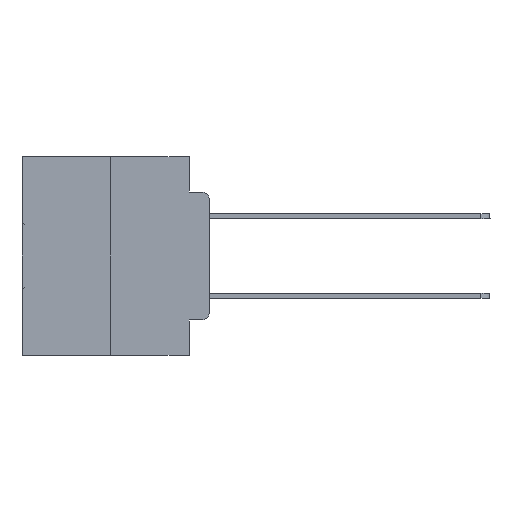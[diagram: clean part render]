
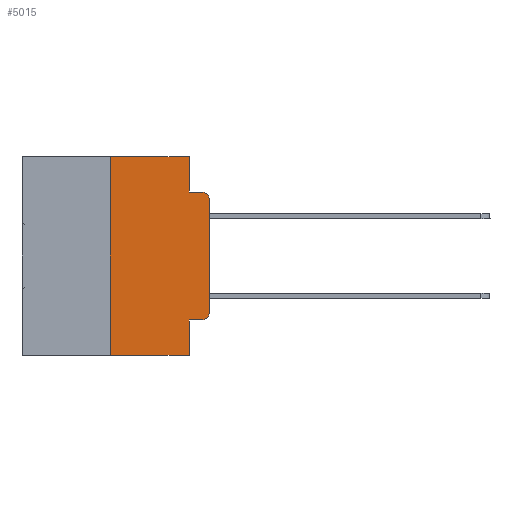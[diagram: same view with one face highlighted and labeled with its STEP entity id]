
A CAD part, left-side view. The second image highlights one B-rep face of the part: STEP entity #5015.
In plain terms, the highlighted planar face has unit normal (-1, 0, 0).
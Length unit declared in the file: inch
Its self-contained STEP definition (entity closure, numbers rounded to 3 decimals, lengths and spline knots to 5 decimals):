
#10 = VECTOR ( 'NONE', #25374, 39.37008 ) ;
#65 = EDGE_CURVE ( 'NONE', #13301, #5091, #5667, .T. ) ;
#310 = PLANE ( 'NONE',  #28912 ) ;
#1173 = EDGE_CURVE ( 'NONE', #19101, #5566, #8060, .T. ) ;
#1294 = VERTEX_POINT ( 'NONE', #4104 ) ;
#1395 = CARTESIAN_POINT ( 'NONE',  ( 0., 0.25, 0. ) ) ;
#1440 = CARTESIAN_POINT ( 'NONE',  ( 0., 0., -0.3915 ) ) ;
#1600 = DIRECTION ( 'NONE',  ( 0., 0., -1. ) ) ;
#2012 = DIRECTION ( 'NONE',  ( -1., 0., 0. ) ) ;
#2222 = CIRCLE ( 'NONE', #8494, 0.02 ) ;
#2580 = CARTESIAN_POINT ( 'NONE',  ( 0., 0.473, -0.5 ) ) ;
#3565 = ORIENTED_EDGE ( 'NONE', *, *, #9053, .T. ) ;
#3902 = EDGE_CURVE ( 'NONE', #5546, #1294, #32075, .T. ) ;
#3967 = CARTESIAN_POINT ( 'NONE',  ( 0., 0., 0. ) ) ;
#4104 = CARTESIAN_POINT ( 'NONE',  ( 0., 0.051, 0. ) ) ;
#4586 = DIRECTION ( 'NONE',  ( 0., -1., 0. ) ) ;
#5015 = ADVANCED_FACE ( 'NONE', ( #13558 ), #310, .F. ) ;
#5091 = VERTEX_POINT ( 'NONE', #21746 ) ;
#5546 = VERTEX_POINT ( 'NONE', #1395 ) ;
#5566 = VERTEX_POINT ( 'NONE', #8912 ) ;
#5667 = LINE ( 'NONE', #2580, #10 ) ;
#5794 = VECTOR ( 'NONE', #14700, 39.37008 ) ;
#5832 = AXIS2_PLACEMENT_3D ( 'NONE', #9154, #14265, #7023 ) ;
#6757 = LINE ( 'NONE', #11835, #10232 ) ;
#7023 = DIRECTION ( 'NONE',  ( 0., 0., -1. ) ) ;
#7059 = VERTEX_POINT ( 'NONE', #24582 ) ;
#7230 = DIRECTION ( 'NONE',  ( 0., 0., -1. ) ) ;
#7276 = VERTEX_POINT ( 'NONE', #15418 ) ;
#7351 = ORIENTED_EDGE ( 'NONE', *, *, #17764, .T. ) ;
#7837 = EDGE_LOOP ( 'NONE', ( #3565, #7351, #31781, #10354, #29089, #31769, #24094, #8837, #27370, #9876 ) ) ;
#8060 = LINE ( 'NONE', #19542, #17904 ) ;
#8449 = VERTEX_POINT ( 'NONE', #1440 ) ;
#8494 = AXIS2_PLACEMENT_3D ( 'NONE', #12153, #2012, #7230 ) ;
#8561 = DIRECTION ( 'NONE',  ( 0., 0., 1. ) ) ;
#8777 = EDGE_CURVE ( 'NONE', #29916, #7276, #19906, .T. ) ;
#8791 = CARTESIAN_POINT ( 'NONE',  ( 0., 0.473, 0. ) ) ;
#8837 = ORIENTED_EDGE ( 'NONE', *, *, #9573, .F. ) ;
#8863 = CARTESIAN_POINT ( 'NONE',  ( 0., 0.25, -0.5 ) ) ;
#8912 = CARTESIAN_POINT ( 'NONE',  ( 0., 0.02, -0.0885 ) ) ;
#9053 = EDGE_CURVE ( 'NONE', #8449, #7059, #23497, .T. ) ;
#9154 = CARTESIAN_POINT ( 'NONE',  ( 0., 0.02, -0.3915 ) ) ;
#9336 = CARTESIAN_POINT ( 'NONE',  ( 0., 0.051, -0.0885 ) ) ;
#9573 = EDGE_CURVE ( 'NONE', #29916, #5091, #29831, .T. ) ;
#9876 = ORIENTED_EDGE ( 'NONE', *, *, #31629, .T. ) ;
#10232 = VECTOR ( 'NONE', #16783, 39.37008 ) ;
#10354 = ORIENTED_EDGE ( 'NONE', *, *, #15260, .F. ) ;
#11835 = CARTESIAN_POINT ( 'NONE',  ( 0., 0.051, 0. ) ) ;
#12153 = CARTESIAN_POINT ( 'NONE',  ( 0., 0.02, -0.1085 ) ) ;
#12182 = CARTESIAN_POINT ( 'NONE',  ( 0., 0.051, -0.4115 ) ) ;
#13301 = VERTEX_POINT ( 'NONE', #8863 ) ;
#13339 = VECTOR ( 'NONE', #14919, 39.37008 ) ;
#13558 = FACE_OUTER_BOUND ( 'NONE', #7837, .T. ) ;
#14265 = DIRECTION ( 'NONE',  ( -1., 0., 0. ) ) ;
#14700 = DIRECTION ( 'NONE',  ( 0., -1., 0. ) ) ;
#14919 = DIRECTION ( 'NONE',  ( 0., 0., -1. ) ) ;
#15260 = EDGE_CURVE ( 'NONE', #1294, #19101, #6757, .T. ) ;
#15418 = CARTESIAN_POINT ( 'NONE',  ( 0., 0.02, -0.4115 ) ) ;
#15819 = EDGE_CURVE ( 'NONE', #13301, #5546, #21656, .T. ) ;
#16783 = DIRECTION ( 'NONE',  ( 0., 0., -1. ) ) ;
#17445 = DIRECTION ( 'NONE',  ( 0., -1., 0. ) ) ;
#17764 = EDGE_CURVE ( 'NONE', #7059, #5566, #2222, .T. ) ;
#17904 = VECTOR ( 'NONE', #4586, 39.37008 ) ;
#19101 = VERTEX_POINT ( 'NONE', #9336 ) ;
#19542 = CARTESIAN_POINT ( 'NONE',  ( 0., 0.051, -0.0885 ) ) ;
#19906 = LINE ( 'NONE', #12182, #28486 ) ;
#19993 = CIRCLE ( 'NONE', #5832, 0.02 ) ;
#21656 = LINE ( 'NONE', #29194, #25471 ) ;
#21746 = CARTESIAN_POINT ( 'NONE',  ( 0., 0.051, -0.5 ) ) ;
#23497 = LINE ( 'NONE', #3967, #27980 ) ;
#24094 = ORIENTED_EDGE ( 'NONE', *, *, #65, .T. ) ;
#24273 = DIRECTION ( 'NONE',  ( 0., 0., 1. ) ) ;
#24582 = CARTESIAN_POINT ( 'NONE',  ( 0., 0., -0.1085 ) ) ;
#25374 = DIRECTION ( 'NONE',  ( 0., -1., 0. ) ) ;
#25471 = VECTOR ( 'NONE', #24273, 39.37008 ) ;
#26676 = DIRECTION ( 'NONE',  ( 1., 0., 0. ) ) ;
#26733 = CARTESIAN_POINT ( 'NONE',  ( 0., 0.051, 0. ) ) ;
#26841 = CARTESIAN_POINT ( 'NONE',  ( 0., 0.473, 0. ) ) ;
#27370 = ORIENTED_EDGE ( 'NONE', *, *, #8777, .T. ) ;
#27980 = VECTOR ( 'NONE', #8561, 39.37008 ) ;
#28486 = VECTOR ( 'NONE', #17445, 39.37008 ) ;
#28763 = CARTESIAN_POINT ( 'NONE',  ( 0., 0.051, -0.4115 ) ) ;
#28912 = AXIS2_PLACEMENT_3D ( 'NONE', #8791, #26676, #1600 ) ;
#29089 = ORIENTED_EDGE ( 'NONE', *, *, #3902, .F. ) ;
#29194 = CARTESIAN_POINT ( 'NONE',  ( 0., 0.25, 0. ) ) ;
#29831 = LINE ( 'NONE', #26733, #13339 ) ;
#29916 = VERTEX_POINT ( 'NONE', #28763 ) ;
#31629 = EDGE_CURVE ( 'NONE', #7276, #8449, #19993, .T. ) ;
#31769 = ORIENTED_EDGE ( 'NONE', *, *, #15819, .F. ) ;
#31781 = ORIENTED_EDGE ( 'NONE', *, *, #1173, .F. ) ;
#32075 = LINE ( 'NONE', #26841, #5794 ) ;
